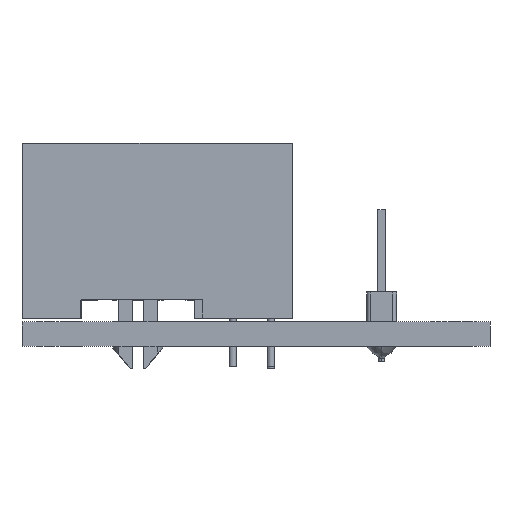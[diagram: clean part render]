
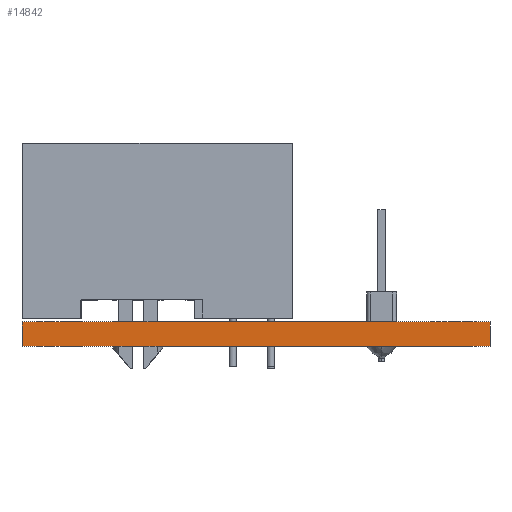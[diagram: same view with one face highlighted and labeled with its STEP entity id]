
A CAD part, front view. The second image highlights one B-rep face of the part: STEP entity #14842.
In plain terms, the highlighted planar face has unit normal (0, -1, 0).
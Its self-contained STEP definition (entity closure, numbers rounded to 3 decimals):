
#598 = PLANE('',#599);
#599 = AXIS2_PLACEMENT_3D('',#600,#601,#602);
#600 = CARTESIAN_POINT('',(31.22,35.39,1.63));
#601 = DIRECTION('',(0.,0.,-1.));
#602 = DIRECTION('',(-1.,0.,0.));
#3175 = VERTEX_POINT('',#3176);
#3176 = CARTESIAN_POINT('',(31.22,0.,1.63));
#3190 = PLANE('',#3191);
#3191 = AXIS2_PLACEMENT_3D('',#3192,#3193,#3194);
#3192 = CARTESIAN_POINT('',(31.22,0.,0.));
#3193 = DIRECTION('',(-1.,0.,0.));
#3194 = DIRECTION('',(0.,1.,0.));
#3202 = EDGE_CURVE('',#3203,#3175,#3205,.T.);
#3203 = VERTEX_POINT('',#3204);
#3204 = CARTESIAN_POINT('',(0.,0.,1.63));
#3205 = SURFACE_CURVE('',#3206,(#3210,#3217),.PCURVE_S1.);
#3206 = LINE('',#3207,#3208);
#3207 = CARTESIAN_POINT('',(0.,0.,1.63));
#3208 = VECTOR('',#3209,1.);
#3209 = DIRECTION('',(1.,0.,0.));
#3210 = PCURVE('',#598,#3211);
#3211 = DEFINITIONAL_REPRESENTATION('',(#3212),#3216);
#3212 = LINE('',#3213,#3214);
#3213 = CARTESIAN_POINT('',(31.22,-35.39));
#3214 = VECTOR('',#3215,1.);
#3215 = DIRECTION('',(-1.,0.));
#3216 = ( GEOMETRIC_REPRESENTATION_CONTEXT(2) 
PARAMETRIC_REPRESENTATION_CONTEXT() REPRESENTATION_CONTEXT('2D SPACE',''
  ) );
#3217 = PCURVE('',#3218,#3223);
#3218 = PLANE('',#3219);
#3219 = AXIS2_PLACEMENT_3D('',#3220,#3221,#3222);
#3220 = CARTESIAN_POINT('',(0.,0.,0.));
#3221 = DIRECTION('',(0.,1.,0.));
#3222 = DIRECTION('',(1.,0.,0.));
#3223 = DEFINITIONAL_REPRESENTATION('',(#3224),#3228);
#3224 = LINE('',#3225,#3226);
#3225 = CARTESIAN_POINT('',(0.,-1.63));
#3226 = VECTOR('',#3227,1.);
#3227 = DIRECTION('',(1.,0.));
#3228 = ( GEOMETRIC_REPRESENTATION_CONTEXT(2) 
PARAMETRIC_REPRESENTATION_CONTEXT() REPRESENTATION_CONTEXT('2D SPACE',''
  ) );
#3244 = PLANE('',#3245);
#3245 = AXIS2_PLACEMENT_3D('',#3246,#3247,#3248);
#3246 = CARTESIAN_POINT('',(0.,35.39,0.));
#3247 = DIRECTION('',(1.,0.,0.));
#3248 = DIRECTION('',(0.,-1.,0.));
#14733 = PLANE('',#14734);
#14734 = AXIS2_PLACEMENT_3D('',#14735,#14736,#14737);
#14735 = CARTESIAN_POINT('',(31.22,35.39,0.));
#14736 = DIRECTION('',(0.,0.,-1.));
#14737 = DIRECTION('',(-1.,0.,0.));
#14748 = EDGE_CURVE('',#14749,#3175,#14751,.T.);
#14749 = VERTEX_POINT('',#14750);
#14750 = CARTESIAN_POINT('',(31.22,0.,0.));
#14751 = SURFACE_CURVE('',#14752,(#14756,#14763),.PCURVE_S1.);
#14752 = LINE('',#14753,#14754);
#14753 = CARTESIAN_POINT('',(31.22,0.,0.));
#14754 = VECTOR('',#14755,1.);
#14755 = DIRECTION('',(0.,0.,1.));
#14756 = PCURVE('',#3190,#14757);
#14757 = DEFINITIONAL_REPRESENTATION('',(#14758),#14762);
#14758 = LINE('',#14759,#14760);
#14759 = CARTESIAN_POINT('',(0.,0.));
#14760 = VECTOR('',#14761,1.);
#14761 = DIRECTION('',(0.,-1.));
#14762 = ( GEOMETRIC_REPRESENTATION_CONTEXT(2) 
PARAMETRIC_REPRESENTATION_CONTEXT() REPRESENTATION_CONTEXT('2D SPACE',''
  ) );
#14763 = PCURVE('',#3218,#14764);
#14764 = DEFINITIONAL_REPRESENTATION('',(#14765),#14769);
#14765 = LINE('',#14766,#14767);
#14766 = CARTESIAN_POINT('',(31.22,0.));
#14767 = VECTOR('',#14768,1.);
#14768 = DIRECTION('',(0.,-1.));
#14769 = ( GEOMETRIC_REPRESENTATION_CONTEXT(2) 
PARAMETRIC_REPRESENTATION_CONTEXT() REPRESENTATION_CONTEXT('2D SPACE',''
  ) );
#14799 = EDGE_CURVE('',#14800,#3203,#14802,.T.);
#14800 = VERTEX_POINT('',#14801);
#14801 = CARTESIAN_POINT('',(0.,0.,0.));
#14802 = SURFACE_CURVE('',#14803,(#14807,#14814),.PCURVE_S1.);
#14803 = LINE('',#14804,#14805);
#14804 = CARTESIAN_POINT('',(0.,0.,0.));
#14805 = VECTOR('',#14806,1.);
#14806 = DIRECTION('',(0.,0.,1.));
#14807 = PCURVE('',#3244,#14808);
#14808 = DEFINITIONAL_REPRESENTATION('',(#14809),#14813);
#14809 = LINE('',#14810,#14811);
#14810 = CARTESIAN_POINT('',(35.39,0.));
#14811 = VECTOR('',#14812,1.);
#14812 = DIRECTION('',(0.,-1.));
#14813 = ( GEOMETRIC_REPRESENTATION_CONTEXT(2) 
PARAMETRIC_REPRESENTATION_CONTEXT() REPRESENTATION_CONTEXT('2D SPACE',''
  ) );
#14814 = PCURVE('',#3218,#14815);
#14815 = DEFINITIONAL_REPRESENTATION('',(#14816),#14820);
#14816 = LINE('',#14817,#14818);
#14817 = CARTESIAN_POINT('',(0.,0.));
#14818 = VECTOR('',#14819,1.);
#14819 = DIRECTION('',(0.,-1.));
#14820 = ( GEOMETRIC_REPRESENTATION_CONTEXT(2) 
PARAMETRIC_REPRESENTATION_CONTEXT() REPRESENTATION_CONTEXT('2D SPACE',''
  ) );
#14842 = ADVANCED_FACE('',(#14843),#3218,.F.);
#14843 = FACE_BOUND('',#14844,.F.);
#14844 = EDGE_LOOP('',(#14845,#14846,#14847,#14848));
#14845 = ORIENTED_EDGE('',*,*,#14799,.T.);
#14846 = ORIENTED_EDGE('',*,*,#3202,.T.);
#14847 = ORIENTED_EDGE('',*,*,#14748,.F.);
#14848 = ORIENTED_EDGE('',*,*,#14849,.F.);
#14849 = EDGE_CURVE('',#14800,#14749,#14850,.T.);
#14850 = SURFACE_CURVE('',#14851,(#14855,#14862),.PCURVE_S1.);
#14851 = LINE('',#14852,#14853);
#14852 = CARTESIAN_POINT('',(0.,0.,0.));
#14853 = VECTOR('',#14854,1.);
#14854 = DIRECTION('',(1.,0.,0.));
#14855 = PCURVE('',#3218,#14856);
#14856 = DEFINITIONAL_REPRESENTATION('',(#14857),#14861);
#14857 = LINE('',#14858,#14859);
#14858 = CARTESIAN_POINT('',(0.,0.));
#14859 = VECTOR('',#14860,1.);
#14860 = DIRECTION('',(1.,0.));
#14861 = ( GEOMETRIC_REPRESENTATION_CONTEXT(2) 
PARAMETRIC_REPRESENTATION_CONTEXT() REPRESENTATION_CONTEXT('2D SPACE',''
  ) );
#14862 = PCURVE('',#14733,#14863);
#14863 = DEFINITIONAL_REPRESENTATION('',(#14864),#14868);
#14864 = LINE('',#14865,#14866);
#14865 = CARTESIAN_POINT('',(31.22,-35.39));
#14866 = VECTOR('',#14867,1.);
#14867 = DIRECTION('',(-1.,0.));
#14868 = ( GEOMETRIC_REPRESENTATION_CONTEXT(2) 
PARAMETRIC_REPRESENTATION_CONTEXT() REPRESENTATION_CONTEXT('2D SPACE',''
  ) );
